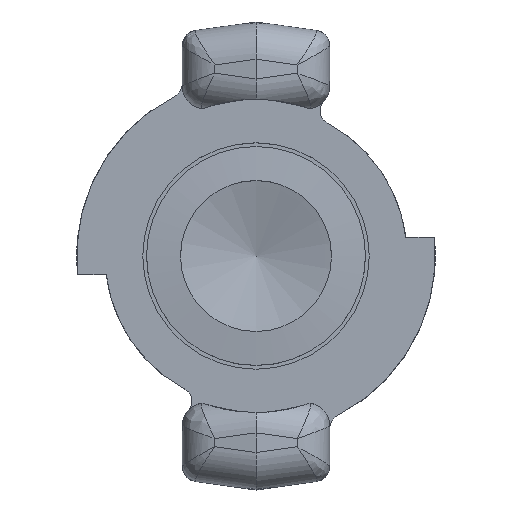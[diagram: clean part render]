
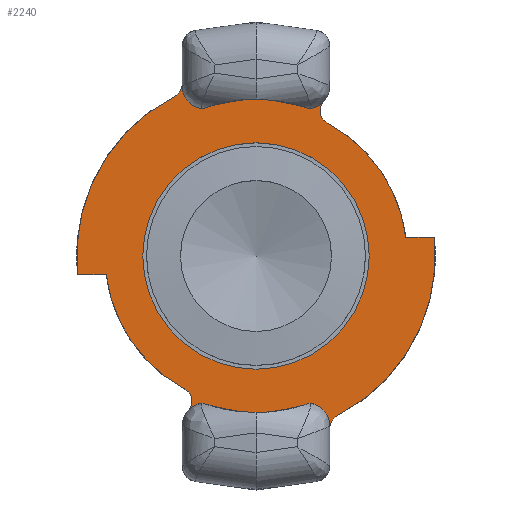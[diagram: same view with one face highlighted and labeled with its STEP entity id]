
A CAD part, top view. The second image highlights one B-rep face of the part: STEP entity #2240.
In plain terms, the highlighted planar face has unit normal (0, 0, 1).
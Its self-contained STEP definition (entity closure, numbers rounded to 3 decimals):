
#108=PLANE('',#2430);
#137=FACE_BOUND('',#415,.T.);
#167=CIRCLE('',#2431,25.5);
#168=CIRCLE('',#2432,2.);
#169=CIRCLE('',#2433,23.75);
#170=CIRCLE('',#2434,20.);
#171=CIRCLE('',#2435,1.835);
#172=CIRCLE('',#2436,3.);
#173=CIRCLE('',#2437,25.5);
#174=CIRCLE('',#2438,2.);
#175=CIRCLE('',#2439,23.75);
#176=CIRCLE('',#2440,20.);
#177=CIRCLE('',#2441,1.835);
#178=CIRCLE('',#2442,3.);
#179=CIRCLE('',#2443,15.);
#180=CIRCLE('',#2444,15.);
#285=FACE_OUTER_BOUND('',#414,.T.);
#414=EDGE_LOOP('',(#1492,#1493,#1494,#1495,#1496,#1497,#1498,#1499,#1500,
#1501,#1502,#1503,#1504,#1505,#1506,#1507,#1508,#1509));
#415=EDGE_LOOP('',(#1510,#1511));
#562=LINE('',#3739,#684);
#563=LINE('',#3743,#685);
#564=LINE('',#3749,#686);
#565=LINE('',#3757,#687);
#566=LINE('',#3761,#688);
#567=LINE('',#3767,#689);
#684=VECTOR('',#2796,10.);
#685=VECTOR('',#2799,10.);
#686=VECTOR('',#2804,10.);
#687=VECTOR('',#2811,10.);
#688=VECTOR('',#2814,10.);
#689=VECTOR('',#2819,10.);
#890=VERTEX_POINT('',#3737);
#891=VERTEX_POINT('',#3738);
#892=VERTEX_POINT('',#3740);
#893=VERTEX_POINT('',#3742);
#894=VERTEX_POINT('',#3744);
#895=VERTEX_POINT('',#3746);
#896=VERTEX_POINT('',#3748);
#897=VERTEX_POINT('',#3750);
#898=VERTEX_POINT('',#3752);
#899=VERTEX_POINT('',#3754);
#900=VERTEX_POINT('',#3756);
#901=VERTEX_POINT('',#3758);
#902=VERTEX_POINT('',#3760);
#903=VERTEX_POINT('',#3762);
#904=VERTEX_POINT('',#3764);
#905=VERTEX_POINT('',#3766);
#906=VERTEX_POINT('',#3768);
#907=VERTEX_POINT('',#3770);
#908=VERTEX_POINT('',#3773);
#909=VERTEX_POINT('',#3774);
#1119=EDGE_CURVE('',#890,#891,#562,.T.);
#1120=EDGE_CURVE('',#890,#892,#167,.T.);
#1121=EDGE_CURVE('',#893,#892,#563,.T.);
#1122=EDGE_CURVE('',#894,#893,#168,.T.);
#1123=EDGE_CURVE('',#895,#894,#169,.T.);
#1124=EDGE_CURVE('',#896,#895,#564,.T.);
#1125=EDGE_CURVE('',#897,#896,#170,.T.);
#1126=EDGE_CURVE('',#898,#897,#171,.T.);
#1127=EDGE_CURVE('',#899,#898,#172,.T.);
#1128=EDGE_CURVE('',#900,#899,#565,.T.);
#1129=EDGE_CURVE('',#900,#901,#173,.T.);
#1130=EDGE_CURVE('',#902,#901,#566,.T.);
#1131=EDGE_CURVE('',#903,#902,#174,.T.);
#1132=EDGE_CURVE('',#904,#903,#175,.T.);
#1133=EDGE_CURVE('',#905,#904,#567,.T.);
#1134=EDGE_CURVE('',#906,#905,#176,.T.);
#1135=EDGE_CURVE('',#907,#906,#177,.T.);
#1136=EDGE_CURVE('',#891,#907,#178,.T.);
#1137=EDGE_CURVE('',#908,#909,#179,.T.);
#1138=EDGE_CURVE('',#909,#908,#180,.T.);
#1492=ORIENTED_EDGE('',*,*,#1119,.F.);
#1493=ORIENTED_EDGE('',*,*,#1120,.T.);
#1494=ORIENTED_EDGE('',*,*,#1121,.F.);
#1495=ORIENTED_EDGE('',*,*,#1122,.F.);
#1496=ORIENTED_EDGE('',*,*,#1123,.F.);
#1497=ORIENTED_EDGE('',*,*,#1124,.F.);
#1498=ORIENTED_EDGE('',*,*,#1125,.F.);
#1499=ORIENTED_EDGE('',*,*,#1126,.F.);
#1500=ORIENTED_EDGE('',*,*,#1127,.F.);
#1501=ORIENTED_EDGE('',*,*,#1128,.F.);
#1502=ORIENTED_EDGE('',*,*,#1129,.T.);
#1503=ORIENTED_EDGE('',*,*,#1130,.F.);
#1504=ORIENTED_EDGE('',*,*,#1131,.F.);
#1505=ORIENTED_EDGE('',*,*,#1132,.F.);
#1506=ORIENTED_EDGE('',*,*,#1133,.F.);
#1507=ORIENTED_EDGE('',*,*,#1134,.F.);
#1508=ORIENTED_EDGE('',*,*,#1135,.F.);
#1509=ORIENTED_EDGE('',*,*,#1136,.F.);
#1510=ORIENTED_EDGE('',*,*,#1137,.F.);
#1511=ORIENTED_EDGE('',*,*,#1138,.F.);
#2240=ADVANCED_FACE('',(#285,#137),#108,.F.);
#2430=AXIS2_PLACEMENT_3D('',#3736,#2794,#2795);
#2431=AXIS2_PLACEMENT_3D('',#3741,#2797,#2798);
#2432=AXIS2_PLACEMENT_3D('',#3745,#2800,#2801);
#2433=AXIS2_PLACEMENT_3D('',#3747,#2802,#2803);
#2434=AXIS2_PLACEMENT_3D('',#3751,#2805,#2806);
#2435=AXIS2_PLACEMENT_3D('',#3753,#2807,#2808);
#2436=AXIS2_PLACEMENT_3D('',#3755,#2809,#2810);
#2437=AXIS2_PLACEMENT_3D('',#3759,#2812,#2813);
#2438=AXIS2_PLACEMENT_3D('',#3763,#2815,#2816);
#2439=AXIS2_PLACEMENT_3D('',#3765,#2817,#2818);
#2440=AXIS2_PLACEMENT_3D('',#3769,#2820,#2821);
#2441=AXIS2_PLACEMENT_3D('',#3771,#2822,#2823);
#2442=AXIS2_PLACEMENT_3D('',#3772,#2824,#2825);
#2443=AXIS2_PLACEMENT_3D('',#3775,#2826,#2827);
#2444=AXIS2_PLACEMENT_3D('',#3776,#2828,#2829);
#2794=DIRECTION('center_axis',(0.,0.,-1.));
#2795=DIRECTION('ref_axis',(-1.,0.,0.));
#2796=DIRECTION('',(0.,-1.,0.));
#2797=DIRECTION('center_axis',(0.,0.,1.));
#2798=DIRECTION('ref_axis',(0.,1.,0.));
#2799=DIRECTION('',(0.,1.,0.));
#2800=DIRECTION('center_axis',(0.,0.,1.));
#2801=DIRECTION('ref_axis',(0.853,-0.521,0.));
#2802=DIRECTION('center_axis',(0.,0.,-1.));
#2803=DIRECTION('ref_axis',(-0.411,0.912,0.));
#2804=DIRECTION('',(-1.,0.,0.));
#2805=DIRECTION('center_axis',(0.,0.,-1.));
#2806=DIRECTION('ref_axis',(-1.,0.,0.));
#2807=DIRECTION('center_axis',(0.,0.,1.));
#2808=DIRECTION('ref_axis',(0.741,-0.671,0.));
#2809=DIRECTION('center_axis',(0.,0.,-1.));
#2810=DIRECTION('ref_axis',(-0.755,0.656,0.));
#2811=DIRECTION('',(0.,1.,0.));
#2812=DIRECTION('center_axis',(0.,0.,1.));
#2813=DIRECTION('ref_axis',(0.,1.,0.));
#2814=DIRECTION('',(0.,-1.,0.));
#2815=DIRECTION('center_axis',(0.,0.,1.));
#2816=DIRECTION('ref_axis',(-0.853,0.521,0.));
#2817=DIRECTION('center_axis',(0.,0.,-1.));
#2818=DIRECTION('ref_axis',(0.411,-0.912,0.));
#2819=DIRECTION('',(1.,0.,0.));
#2820=DIRECTION('center_axis',(0.,0.,-1.));
#2821=DIRECTION('ref_axis',(-1.,0.,0.));
#2822=DIRECTION('center_axis',(0.,0.,1.));
#2823=DIRECTION('ref_axis',(-0.741,0.671,0.));
#2824=DIRECTION('center_axis',(0.,0.,-1.));
#2825=DIRECTION('ref_axis',(0.755,-0.656,0.));
#2826=DIRECTION('center_axis',(0.,0.,1.));
#2827=DIRECTION('ref_axis',(0.,1.,0.));
#2828=DIRECTION('center_axis',(0.,0.,1.));
#2829=DIRECTION('ref_axis',(0.,1.,0.));
#3736=CARTESIAN_POINT('Origin',(0.,20.25,-5.114));
#3737=CARTESIAN_POINT('',(9.75,23.562,-5.114));
#3738=CARTESIAN_POINT('',(9.75,22.478,-5.114));
#3739=CARTESIAN_POINT('',(9.75,25.625,-5.114));
#3740=CARTESIAN_POINT('',(-9.75,23.562,-5.114));
#3741=CARTESIAN_POINT('Origin',(0.,0.,-5.114));
#3742=CARTESIAN_POINT('',(-9.75,22.913,-5.114));
#3743=CARTESIAN_POINT('',(-9.75,-5.375,-5.114));
#3744=CARTESIAN_POINT('',(-10.837,21.133,-5.114));
#3745=CARTESIAN_POINT('Origin',(-11.75,22.913,-5.114));
#3746=CARTESIAN_POINT('',(-23.618,-2.5,-5.114));
#3747=CARTESIAN_POINT('Origin',(0.,0.,-5.114));
#3748=CARTESIAN_POINT('',(-19.843,-2.5,-5.114));
#3749=CARTESIAN_POINT('',(0.,-2.5,-5.114));
#3750=CARTESIAN_POINT('',(-9.466,-17.618,-5.114));
#3751=CARTESIAN_POINT('Origin',(0.,0.,-5.114));
#3752=CARTESIAN_POINT('',(-8.974,-20.465,-5.114));
#3753=CARTESIAN_POINT('Origin',(-10.335,-19.234,-5.114));
#3754=CARTESIAN_POINT('',(-9.75,-22.478,-5.114));
#3755=CARTESIAN_POINT('Origin',(-6.75,-22.478,-5.114));
#3756=CARTESIAN_POINT('',(-9.75,-23.562,-5.114));
#3757=CARTESIAN_POINT('',(-9.75,-5.375,-5.114));
#3758=CARTESIAN_POINT('',(9.75,-23.562,-5.114));
#3759=CARTESIAN_POINT('Origin',(0.,0.,-5.114));
#3760=CARTESIAN_POINT('',(9.75,-22.913,-5.114));
#3761=CARTESIAN_POINT('',(9.75,25.625,-5.114));
#3762=CARTESIAN_POINT('',(10.837,-21.133,-5.114));
#3763=CARTESIAN_POINT('Origin',(11.75,-22.913,-5.114));
#3764=CARTESIAN_POINT('',(23.618,2.5,-5.114));
#3765=CARTESIAN_POINT('Origin',(0.,0.,-5.114));
#3766=CARTESIAN_POINT('',(19.843,2.5,-5.114));
#3767=CARTESIAN_POINT('',(0.,2.5,-5.114));
#3768=CARTESIAN_POINT('',(9.466,17.618,-5.114));
#3769=CARTESIAN_POINT('Origin',(0.,0.,-5.114));
#3770=CARTESIAN_POINT('',(8.974,20.465,-5.114));
#3771=CARTESIAN_POINT('Origin',(10.335,19.234,-5.114));
#3772=CARTESIAN_POINT('Origin',(6.75,22.478,-5.114));
#3773=CARTESIAN_POINT('',(0.,15.,-5.114));
#3774=CARTESIAN_POINT('',(0.,-15.,-5.114));
#3775=CARTESIAN_POINT('Origin',(0.,0.,-5.114));
#3776=CARTESIAN_POINT('Origin',(0.,0.,-5.114));
